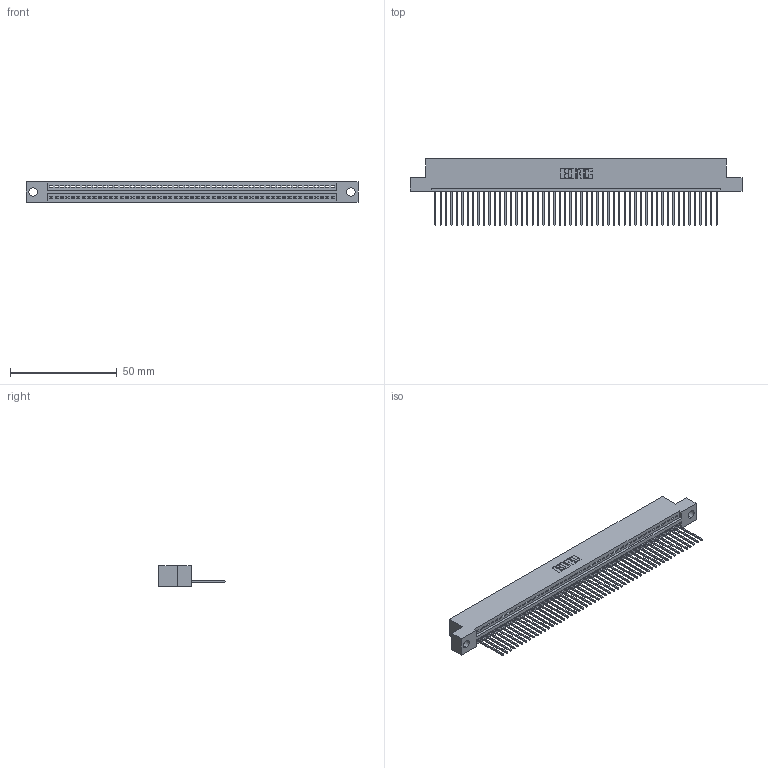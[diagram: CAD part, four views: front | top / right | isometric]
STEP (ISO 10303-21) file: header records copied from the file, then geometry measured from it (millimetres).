
FILE_DESCRIPTION (( 'STEP AP203' ), '1' );
FILE_NAME ('345-053-542-104.STEP', '2018-09-23T18:28:52', ( '' ), ( '' ), 'SwSTEP 2.0', 'SolidWorks 2016', '' );
FILE_SCHEMA (( 'CONFIG_CONTROL_DESIGN' ));
Length unit declared in the file: inch
Products named in the file (3): 345-292-001_345-293-142; 345-053-542-104; 345 Part_Flush Mounting Lugs - 0.156 Dia-TH
Assembly tree (54 placements, depth 2):
  345-053-542-104
    345 Part_Flush Mounting Lugs - 0.156 Dia-TH
    345-292-001_345-293-142  x53
Bounding box: 155.83 x 31.29 x 9.4 mm (x, y, z)
Volume: 14921 mm3; surface area: 20532.6 mm2
Topology: 54 solids, 54 shells, 3200 faces, 9669 edges, 6374 vertices
Faces by surface type: plane 2200, cylinder 1000
Entity records: 38429 total; most frequent: CARTESIAN_POINT 6663, ORIENTED_EDGE 6650, DIRECTION 5803, EDGE_CURVE 3325, VECTOR 2981, LINE 2981, VERTEX_POINT 2214, AXIS2_PLACEMENT_3D 1411
